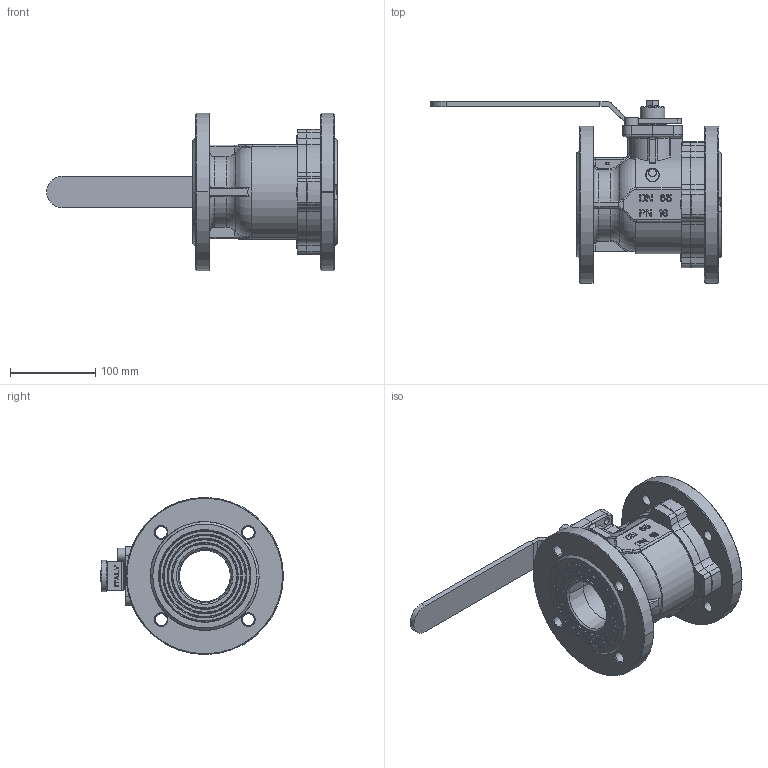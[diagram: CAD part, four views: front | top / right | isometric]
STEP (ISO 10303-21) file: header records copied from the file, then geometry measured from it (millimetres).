
FILE_DESCRIPTION(/* description */ ('Unknown'),/* implementation_level */ '2;1');
FILE_NAME(/* name */ '909-10_(4.150_160.065)',/* time_stamp */ '2021-04-28T13:14:10+02:00',/* author */ ('Unknown'),/* organization */ ('Unknown'),/* preprocessor_version */ 'ST-DEVELOPER v16.7',/* originating_system */ 'Solid Edge',/* authorisation */ 'Unknown');
FILE_SCHEMA (('AUTOMOTIVE_DESIGN {1 0 10303 214 3 1 1}'));
Products named in the file (3): 4.150_160.065; TRM_SRF; ivr-77-78-dn65
Assembly tree (2 placements, depth 2):
  4.150_160.065
    TRM_SRF
    ivr-77-78-dn65
Bounding box: 342 x 215 x 185 mm (x, y, z)
Volume: 169527.4 mm3; surface area: 405866 mm2
Topology: 9 solids, 1175 shells, 1647 faces, 7357 edges, 6900 vertices
Faces by surface type: plane 1067, cylinder 316, cone 150, torus 66, bspline 31, sphere 17
Full cylindrical faces by diameter (mm): 4 x1, 6.8 x1, 7 x2, 8 x2, 8.5 x2, 10 x4, 10.8 x1, 16 x13, 17 x1, 20.3 x2, 21.1 x1, 23 x1, 24.7 x5, 24.9 x2, 29 x1, 30 x2, 33 x1, 33.5 x1, 35.5 x1, 36 x2, 60 x1, 66 x1, 72 x2
Entity records: 92488 total; most frequent: CARTESIAN_POINT 25159, DIRECTION 10585, ORIENTED_EDGE 8297, EDGE_CURVE 7223, VERTEX_POINT 6892, LINE 5223, VECTOR 5223, AXIS2_PLACEMENT_3D 2681
